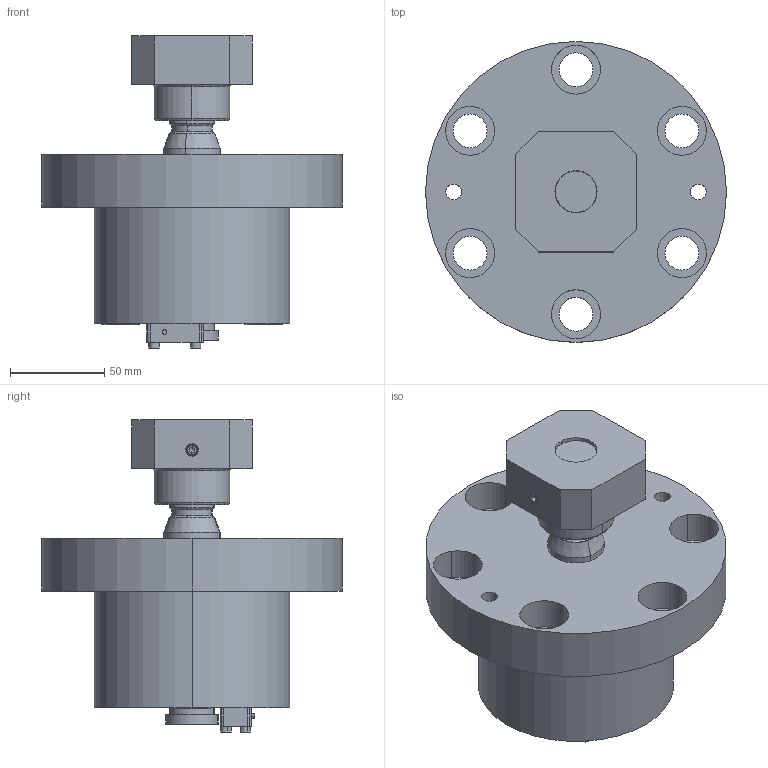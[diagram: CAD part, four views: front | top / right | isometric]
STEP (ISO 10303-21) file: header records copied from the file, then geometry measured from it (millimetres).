
FILE_DESCRIPTION(('STEP AP214'),'1');
FILE_NAME('38460408_HSZ_100_37.stp','2018-12-12T11:46:48',(' '),(' '),'Spatial InterOp 3D',' ',' ');
FILE_SCHEMA(('automotive_design'));
Length unit declared in the file: millimetre
Products named in the file (11): 1; 2; 3; 4; 5; 6
Bounding box: 160 x 160 x 166 mm (x, y, z)
Volume: 1127258.4 mm3; surface area: 154205.8 mm2
Topology: 11 solids, 11 shells, 344 faces, 777 edges, 478 vertices
Faces by surface type: cylinder 128, plane 93, torus 70, cone 34, sphere 11, bspline 4, revolution 4
Entity records: 14320 total; most frequent: CARTESIAN_POINT 2000, DIRECTION 1912, ORIENTED_EDGE 1498, AXIS2_PLACEMENT_3D 826, EDGE_CURVE 749, STYLED_ITEM 619, PRESENTATION_STYLE_ASSIGNMENT 619, COLOUR_RGB 619
